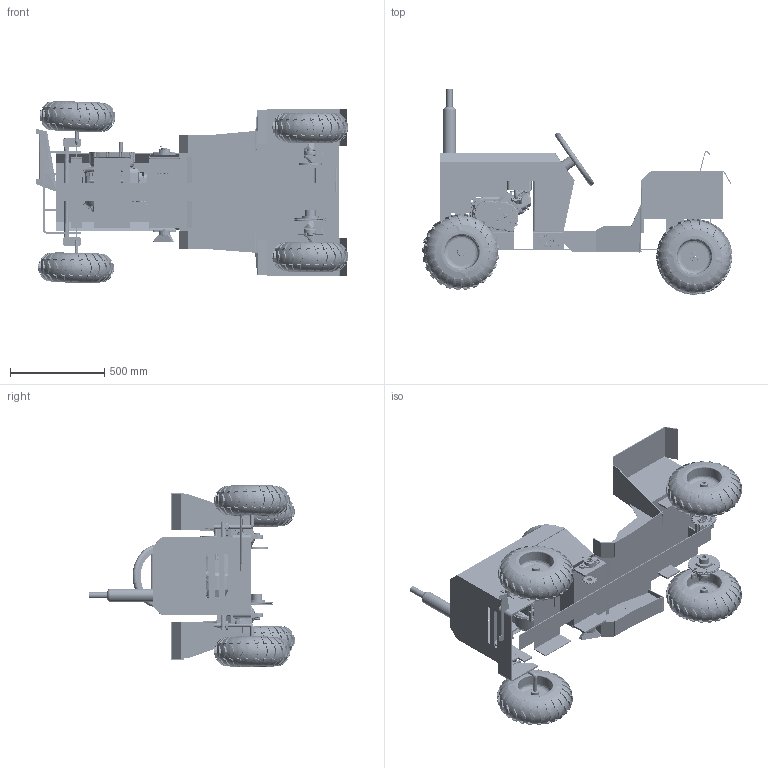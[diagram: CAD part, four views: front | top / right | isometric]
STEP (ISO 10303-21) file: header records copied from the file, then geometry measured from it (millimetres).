
FILE_DESCRIPTION(('FreeCAD Model'),'2;1');
FILE_NAME('Open CASCADE Shape Model','2025-05-28T14:11:16',('FreeCAD'),( 'FreeCAD'),'Open CASCADE STEP processor 7.6','FreeCAD','Unknown');
FILE_SCHEMA(('AUTOMOTIVE_DESIGN { 1 0 10303 214 1 1 1 1 }'));
Products named in the file (1): Open CASCADE STEP translator 7.6 1
Bounding box: 1659.73 x 1092.64 x 967.61 mm (x, y, z)
Volume: 86881586.9 mm3; surface area: 9868683.5 mm2
Topology: 125 solids, 126 shells, 8595 faces, 22063 edges, 14071 vertices
Faces by surface type: bspline 8595
Entity records: 341865 total; most frequent: CARTESIAN_POINT 212349, ORIENTED_EDGE 44036, EDGE_CURVE 22018, B_SPLINE_CURVE_WITH_KNOTS 16605, VERTEX_POINT 14071, FACE_BOUND 9779, EDGE_LOOP 9779, ADVANCED_FACE 8595
